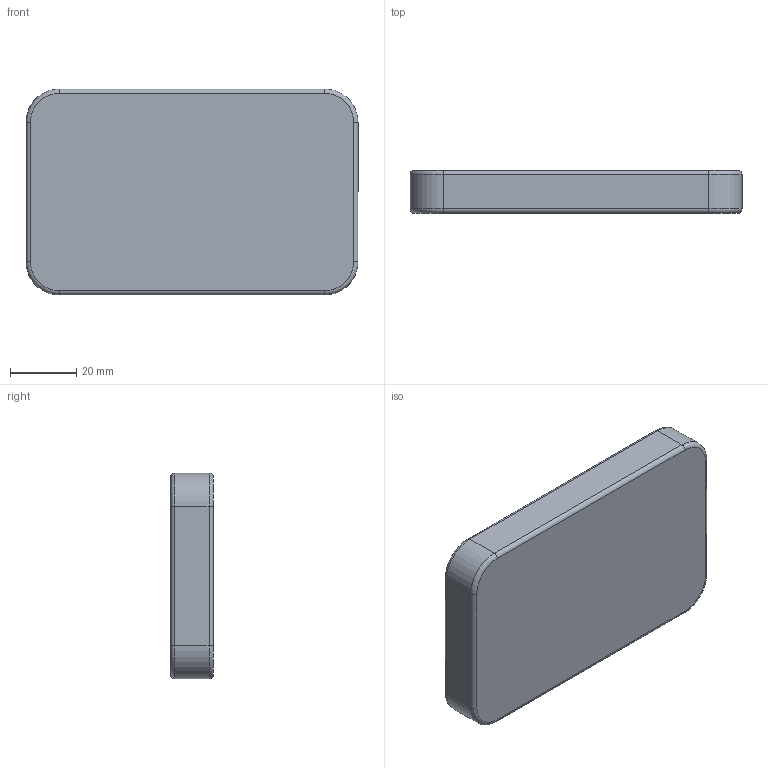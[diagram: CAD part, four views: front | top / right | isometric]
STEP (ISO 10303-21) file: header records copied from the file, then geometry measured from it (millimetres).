
FILE_DESCRIPTION (( 'STEP AP203' ), '1' );
FILE_NAME ('Plateau Bts AA.STEP', '2023-04-19T17:25:34', ( '' ), ( '' ), 'SwSTEP 2.0', 'SolidWorks 2023', '' );
FILE_SCHEMA (( 'CONFIG_CONTROL_DESIGN' ));
Length unit declared in the file: millimetre
Products named in the file (1): Plateau Bts AA
Bounding box: 100 x 12.85 x 62 mm (x, y, z)
Volume: 22718 mm3; surface area: 18678.9 mm2
Topology: 1 solids, 1 shells, 80 faces, 190 edges, 116 vertices
Faces by surface type: cylinder 34, plane 30, torus 16
Entity records: 2379 total; most frequent: DIRECTION 436, CARTESIAN_POINT 387, ORIENTED_EDGE 380, EDGE_CURVE 190, AXIS2_PLACEMENT_3D 165, VERTEX_POINT 116, VECTOR 106, LINE 106
